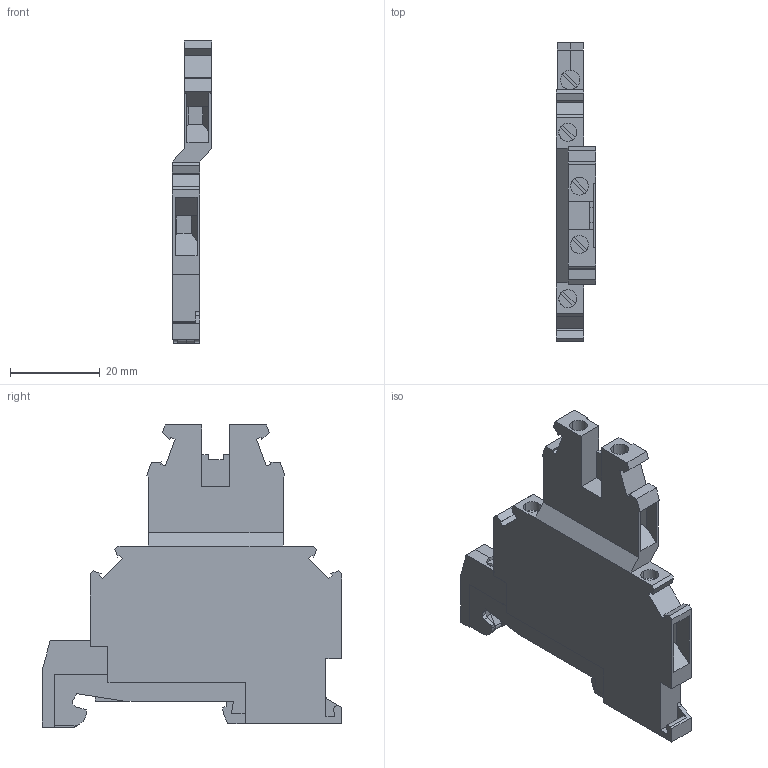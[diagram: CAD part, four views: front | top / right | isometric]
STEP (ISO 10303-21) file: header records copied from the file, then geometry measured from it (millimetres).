
FILE_DESCRIPTION(('Creo Elements/Direct Modeling STEP Export'),'2;1');
FILE_NAME('model.stp','2018-01-06T15:36:01',(''),(''),'Creo Elements/Direct Modeling STEP processor for AP214 (Solid Model)','Creo Elements/Direct Modeling 18.1I 14-Aug-2016 (C) Parametric Technology GmbH','');
FILE_SCHEMA(('AUTOMOTIVE_DESIGN { 1 0 10303 214 1 1 1 1 }'));
Length unit declared in the file: millimetre
Products named in the file (2): SLKK_5-select
Assembly tree (1 placements, depth 2):
  SLKK_5-select
    SLKK_5-select
Bounding box: 8.75 x 66.6 x 67.25 mm (x, y, z)
Volume: 15289.5 mm3; surface area: 8954.3 mm2
Topology: 1 solids, 1 shells, 230 faces, 641 edges, 417 vertices
Faces by surface type: plane 213, cylinder 17
Entity records: 8861 total; most frequent: ORIENTED_EDGE 1282, CARTESIAN_POINT 1235, DIRECTION 1065, EDGE_CURVE 641, VECTOR 571, LINE 571, VERTEX_POINT 417, AXIS2_PLACEMENT_3D 247
